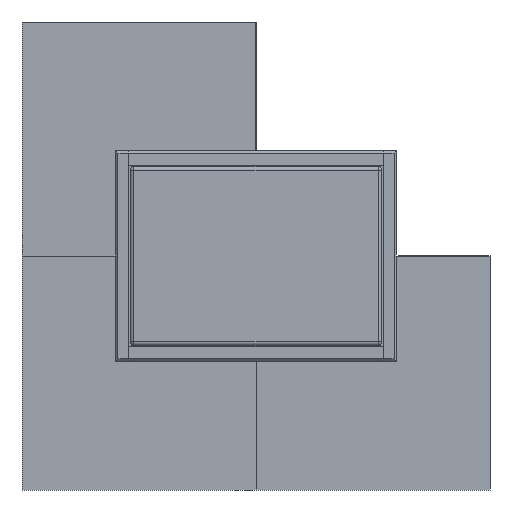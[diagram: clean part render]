
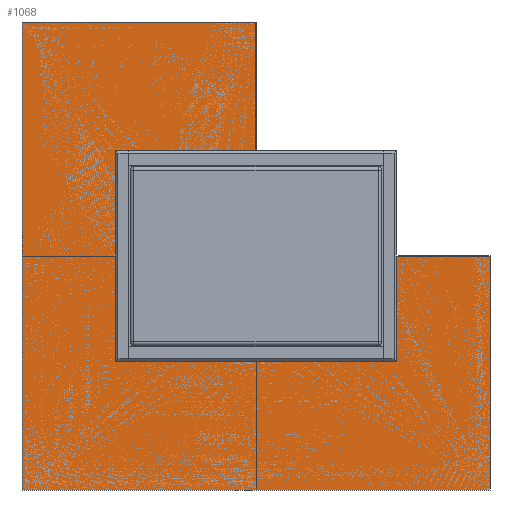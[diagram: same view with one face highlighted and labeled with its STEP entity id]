
A CAD part, front view. The second image highlights one B-rep face of the part: STEP entity #1068.
In plain terms, the highlighted planar face has unit normal (0, -1, 0).
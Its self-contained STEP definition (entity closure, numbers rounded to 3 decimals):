
#1068 = ADVANCED_FACE( '', ( #2135 ), #2136, .F. );
#2135 = FACE_OUTER_BOUND( '', #3449, .T. );
#2136 = PLANE( '', #3450 );
#3449 = EDGE_LOOP( '', ( #6125, #6126, #6127, #6128, #6129, #6130, #6131, #6132, #6133 ) );
#3450 = AXIS2_PLACEMENT_3D( '', #6134, #6135, #6136 );
#6125 = ORIENTED_EDGE( '', *, *, #8066, .T. );
#6126 = ORIENTED_EDGE( '', *, *, #8067, .T. );
#6127 = ORIENTED_EDGE( '', *, *, #7823, .T. );
#6128 = ORIENTED_EDGE( '', *, *, #8068, .T. );
#6129 = ORIENTED_EDGE( '', *, *, #7637, .T. );
#6130 = ORIENTED_EDGE( '', *, *, #7092, .T. );
#6131 = ORIENTED_EDGE( '', *, *, #7792, .T. );
#6132 = ORIENTED_EDGE( '', *, *, #8069, .T. );
#6133 = ORIENTED_EDGE( '', *, *, #8070, .T. );
#6134 = CARTESIAN_POINT( '', ( 0., 0., 0. ) );
#6135 = DIRECTION( '', ( 0., 1., 0. ) );
#6136 = DIRECTION( '', ( 0., 0., 1. ) );
#7092 = EDGE_CURVE( '', #8572, #8573, #8574, .T. );
#7637 = EDGE_CURVE( '', #9465, #8572, #9466, .T. );
#7792 = EDGE_CURVE( '', #8573, #9692, #9693, .T. );
#7823 = EDGE_CURVE( '', #9730, #9731, #9732, .T. );
#8066 = EDGE_CURVE( '', #10038, #10039, #10040, .T. );
#8067 = EDGE_CURVE( '', #10039, #9730, #10041, .T. );
#8068 = EDGE_CURVE( '', #9731, #9465, #10042, .T. );
#8069 = EDGE_CURVE( '', #9692, #10043, #10044, .T. );
#8070 = EDGE_CURVE( '', #10043, #10038, #10045, .T. );
#8572 = VERTEX_POINT( '', #10548 );
#8573 = VERTEX_POINT( '', #10549 );
#8574 = LINE( '', #10550, #10551 );
#9465 = VERTEX_POINT( '', #11854 );
#9466 = LINE( '', #11855, #11856 );
#9692 = VERTEX_POINT( '', #12181 );
#9693 = LINE( '', #12182, #12183 );
#9730 = VERTEX_POINT( '', #12236 );
#9731 = VERTEX_POINT( '', #12237 );
#9732 = LINE( '', #12238, #12239 );
#10038 = VERTEX_POINT( '', #12716 );
#10039 = VERTEX_POINT( '', #12717 );
#10040 = CIRCLE( '', #12718, 8. );
#10041 = LINE( '', #12719, #12720 );
#10042 = LINE( '', #12721, #12722 );
#10043 = VERTEX_POINT( '', #12723 );
#10044 = CIRCLE( '', #12724, 1. );
#10045 = LINE( '', #12725, #12726 );
#10548 = CARTESIAN_POINT( '', ( 20., 0., -20. ) );
#10549 = CARTESIAN_POINT( '', ( 20., 0., 0. ) );
#10550 = CARTESIAN_POINT( '', ( 20., 0., -20. ) );
#10551 = VECTOR( '', #13142, 1000. );
#11854 = CARTESIAN_POINT( '', ( -20., 0., -20. ) );
#11855 = CARTESIAN_POINT( '', ( -20., 0., -20. ) );
#11856 = VECTOR( '', #13730, 1000. );
#12181 = CARTESIAN_POINT( '', ( 11.4, 0., 0. ) );
#12182 = CARTESIAN_POINT( '', ( 20., 0., 0. ) );
#12183 = VECTOR( '', #13948, 1000. );
#12236 = CARTESIAN_POINT( '', ( 0., 0., 20. ) );
#12237 = CARTESIAN_POINT( '', ( -20., 0., 20. ) );
#12238 = CARTESIAN_POINT( '', ( 0., 0., 20. ) );
#12239 = VECTOR( '', #13977, 1000. );
#12716 = CARTESIAN_POINT( '', ( 8., 0., 0. ) );
#12717 = CARTESIAN_POINT( '', ( 0., 0., 8. ) );
#12718 = AXIS2_PLACEMENT_3D( '', #14191, #14192, #14193 );
#12719 = CARTESIAN_POINT( '', ( 0., 0., 8. ) );
#12720 = VECTOR( '', #14194, 1000. );
#12721 = CARTESIAN_POINT( '', ( -20., 0., 20. ) );
#12722 = VECTOR( '', #14195, 1000. );
#12723 = CARTESIAN_POINT( '', ( 9.4, 0., 0. ) );
#12724 = AXIS2_PLACEMENT_3D( '', #14196, #14197, #14198 );
#12725 = CARTESIAN_POINT( '', ( 9.4, 0., 0. ) );
#12726 = VECTOR( '', #14199, 1000. );
#13142 = DIRECTION( '', ( 0., 0., 1. ) );
#13730 = DIRECTION( '', ( 1., 0., 0. ) );
#13948 = DIRECTION( '', ( -1., 0., 0. ) );
#13977 = DIRECTION( '', ( -1., 0., 0. ) );
#14191 = CARTESIAN_POINT( '', ( 0., 0., 0. ) );
#14192 = DIRECTION( '', ( 0., 1., 0. ) );
#14193 = DIRECTION( '', ( 1., 0., 0. ) );
#14194 = DIRECTION( '', ( 0., 0., 1. ) );
#14195 = DIRECTION( '', ( 0., 0., -1. ) );
#14196 = CARTESIAN_POINT( '', ( 10.4, 0., 0. ) );
#14197 = DIRECTION( '', ( 0., 1., 0. ) );
#14198 = DIRECTION( '', ( 1., 0., 0. ) );
#14199 = DIRECTION( '', ( -1., 0., 0. ) );
